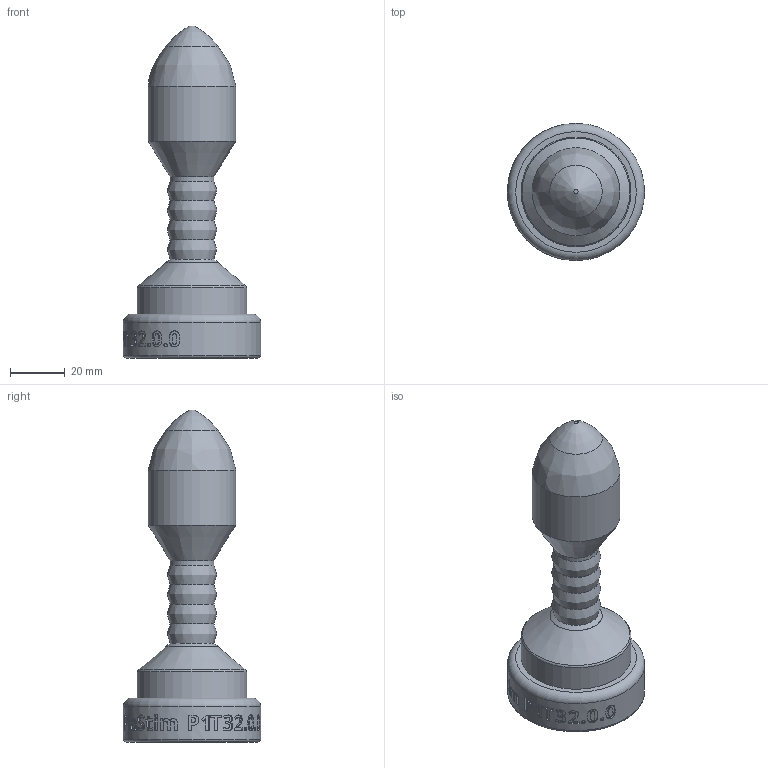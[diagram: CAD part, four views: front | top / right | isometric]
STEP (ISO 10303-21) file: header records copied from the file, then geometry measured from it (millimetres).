
FILE_DESCRIPTION(/* description */ ('STEP AP242 Edition 2','CAx-IF Rec.Pracs.---Representation and Presentation of Product Manufacturing Information (PMI)---4.0---2014-10-13','CAx-IF Rec.Pracs.---3D Tessellated Geometry---0.4---2014-09-14','2;1','CAx-IF Rec.Pracs.---User Defined Attributes---1.5---2016-08-15'),/* implementation_level */ '2;1');
FILE_NAME(/* name */ '6941846c8ce727bf619f73cf',/* time_stamp */ '2025-12-16T16:10:21Z',/* author */ (''),/* organization */ (''),/* preprocessor_version */ 'ST-DEVELOPER v20',/* originating_system */ 'ONSHAPE BY PTC INC, 1.208',/* authorisation */ ' ');
FILE_SCHEMA (('AP242_MANAGED_MODEL_BASED_3D_ENGINEERING_MIM_LF { 1 0 10303 442 3 1 4 }'));
Length unit declared in the file: metre
Products named in the file (7): Part 6; Insulator Base; Base; Insulator; Shaft; Head
Bounding box: 50 x 50 x 121 mm (x, y, z)
Volume: 87711.5 mm3; surface area: 37557.2 mm2
Topology: 7 solids, 7 shells, 524 faces, 1417 edges, 940 vertices
Faces by surface type: bspline 225, plane 178, cylinder 115, torus 3, cone 3
Full cylindrical faces by diameter (mm): 4.15 x7, 8 x2, 12 x2, 16 x5, 19 x2, 32 x1, 40 x2, 50 x1
Entity records: 18165 total; most frequent: CARTESIAN_POINT 6313, ORIENTED_EDGE 2748, DIRECTION 1781, EDGE_CURVE 1374, VERTEX_POINT 931, LINE 619, VECTOR 619, EDGE_LOOP 609
